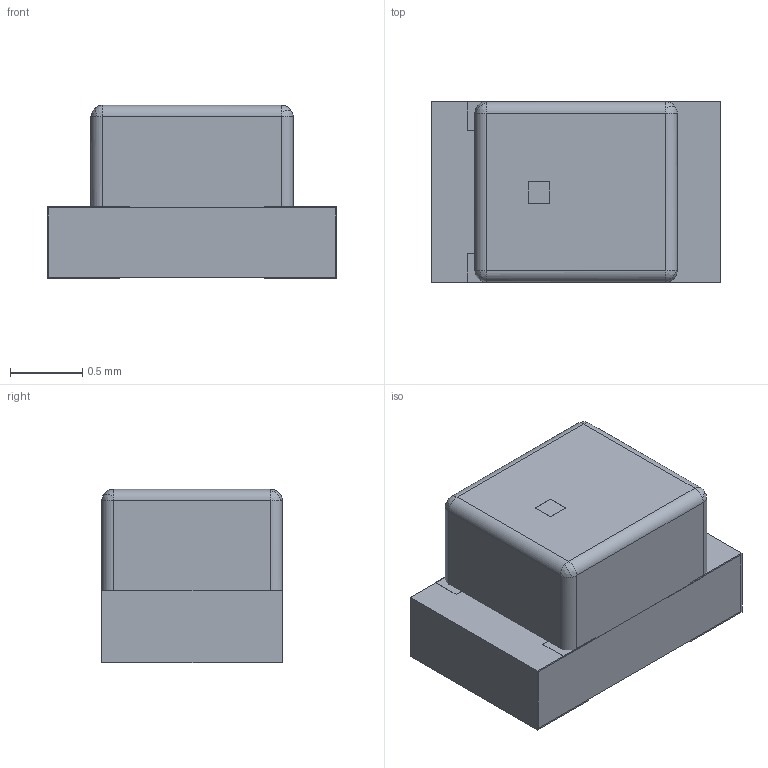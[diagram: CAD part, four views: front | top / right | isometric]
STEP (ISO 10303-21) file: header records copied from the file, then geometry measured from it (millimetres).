
FILE_DESCRIPTION (( 'STEP AP214' ), '1' );
FILE_NAME ('LTST-C170KGKT.STEP', '2023-03-27T23:22:12', ( '' ), ( '' ), 'SwSTEP 2.0', 'SolidWorks 2013', '' );
FILE_SCHEMA (( 'AUTOMOTIVE_DESIGN' ));
Length unit declared in the file: inch
Products named in the file (7): marking; lead_MIR1; emitter; lead; top; pcb; LTST-C170KGKT
Assembly tree (6 placements, depth 2):
  LTST-C170KGKT
    pcb
    top
    lead
    emitter
    lead_MIR1
    marking
Bounding box: 2 x 1.25 x 1.2 mm (x, y, z)
Volume: 2.4 mm3; surface area: 22.8 mm2
Topology: 7 solids, 7 shells, 71 faces, 171 edges, 106 vertices
Faces by surface type: plane 52, cylinder 11, bspline 8
Entity records: 3337 total; most frequent: CARTESIAN_POINT 469, DIRECTION 345, ORIENTED_EDGE 326, EDGE_CURVE 163, VECTOR 125, LINE 125, AXIS2_PLACEMENT_3D 110, VERTEX_POINT 106
